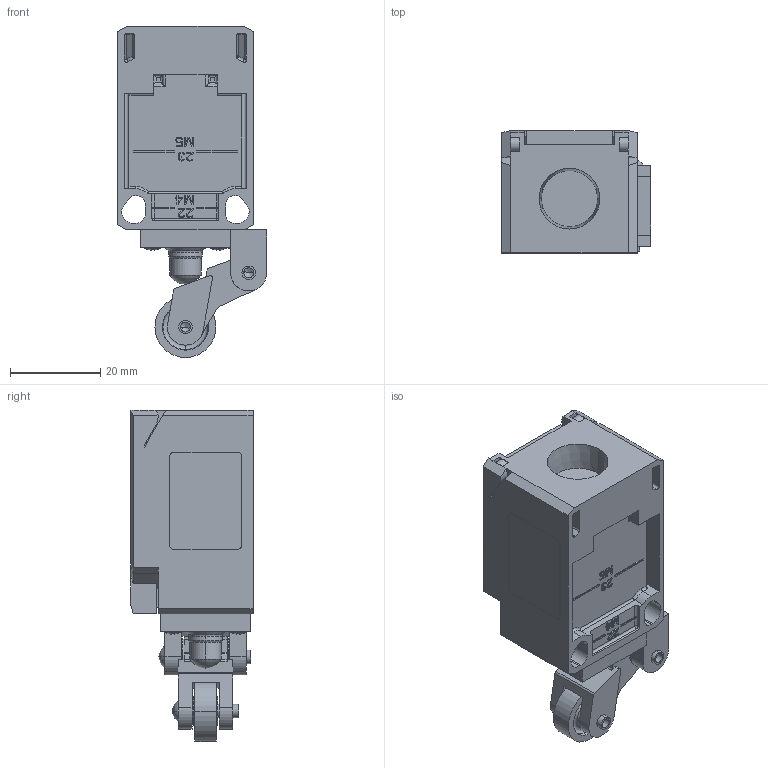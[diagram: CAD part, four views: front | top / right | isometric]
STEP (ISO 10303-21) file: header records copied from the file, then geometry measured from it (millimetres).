
FILE_DESCRIPTION((''),'2;1');
FILE_NAME('212897_ASM','2019-12-23T10:27:21',('PDMAdmin'),('BANNER ENGINEERING'),'CREO PARAMETRIC BY PTC INC, 2019292','CREO PARAMETRIC BY PTC INC, 2019292','');
FILE_SCHEMA(('CONFIG_CONTROL_DESIGN'));
Length unit declared in the file: millimetre
Products named in the file (4): SI-LS83LE13X_BODY_AF0; SI-LS83LE13X_ROLLER; 93037_AF0_ASM; 212897_ASM
Assembly tree (3 placements, depth 3):
  212897_ASM
    93037_AF0_ASM
      SI-LS83LE13X_BODY_AF0
      SI-LS83LE13X_ROLLER
Bounding box: 33.1 x 27 x 73.25 mm (x, y, z)
Volume: 35586.5 mm3; surface area: 13188.1 mm2
Topology: 2 solids, 2 shells, 808 faces, 2150 edges, 1327 vertices
Faces by surface type: plane 599, cylinder 119, cone 44, torus 22, sphere 20, bspline 4
Entity records: 25656 total; most frequent: CARTESIAN_POINT 5601, ORIENTED_EDGE 4212, DIRECTION 4059, EDGE_CURVE 2106, VECTOR 1591, LINE 1591, VERTEX_POINT 1327, AXIS2_PLACEMENT_3D 1234
